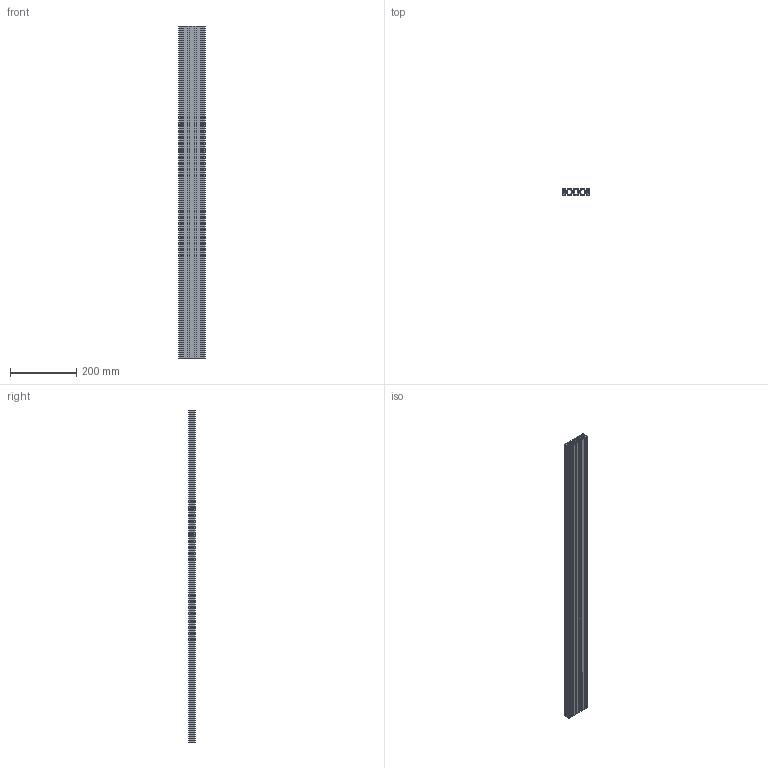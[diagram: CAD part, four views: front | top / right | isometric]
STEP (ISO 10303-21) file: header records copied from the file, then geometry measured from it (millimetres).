
FILE_DESCRIPTION (( 'STEP AP214' ), '1' );
FILE_NAME ('1.0208.10.sprs.STEP', '2025-06-16T16:20:36', ( '' ), ( '' ), 'SwSTEP 2.0', 'SolidWorks 2023', '' );
FILE_SCHEMA (( 'AUTOMOTIVE_DESIGN' ));
Length unit declared in the file: millimetre
Products named in the file (1): 1.0208.10.sprs
Bounding box: 80 x 20 x 1000 mm (x, y, z)
Volume: 609222.8 mm3; surface area: 586434.3 mm2
Topology: 1 solids, 1 shells, 222 faces, 660 edges, 440 vertices
Faces by surface type: plane 144, cylinder 78
Entity records: 7491 total; most frequent: CARTESIAN_POINT 1323, ORIENTED_EDGE 1320, DIRECTION 1262, EDGE_CURVE 660, LINE 504, VECTOR 504, VERTEX_POINT 440, AXIS2_PLACEMENT_3D 379
